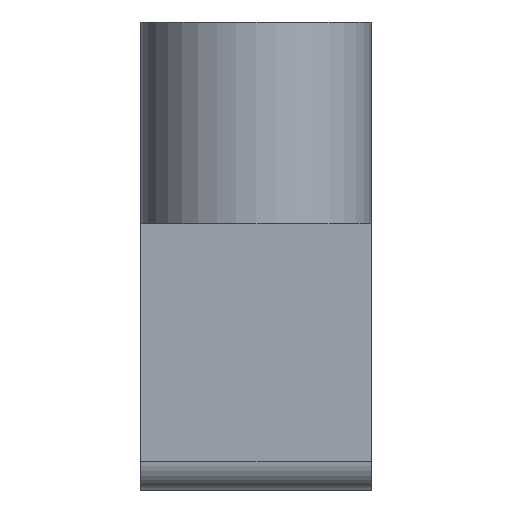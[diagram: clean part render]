
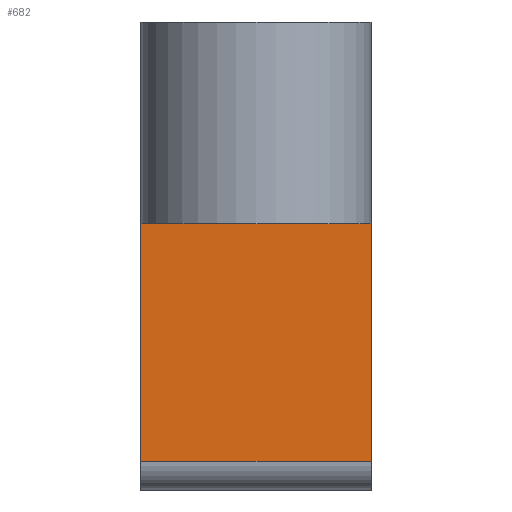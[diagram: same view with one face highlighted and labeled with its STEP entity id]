
A CAD part, left-side view. The second image highlights one B-rep face of the part: STEP entity #682.
In plain terms, the highlighted planar face has unit normal (-1, 0, 0).
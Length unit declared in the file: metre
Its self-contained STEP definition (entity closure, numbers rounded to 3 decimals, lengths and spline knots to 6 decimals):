
#57=LINE('',#1157,#118);
#76=LINE('',#1219,#137);
#81=LINE('',#1228,#142);
#82=LINE('',#1229,#143);
#118=VECTOR('',#845,1.);
#137=VECTOR('',#894,1.);
#142=VECTOR('',#903,1.);
#143=VECTOR('',#904,1.);
#253=ORIENTED_EDGE('',*,*,#416,.F.);
#254=ORIENTED_EDGE('',*,*,#421,.T.);
#255=ORIENTED_EDGE('',*,*,#383,.T.);
#256=ORIENTED_EDGE('',*,*,#422,.F.);
#383=EDGE_CURVE('',#474,#473,#57,.T.);
#416=EDGE_CURVE('',#501,#502,#76,.T.);
#421=EDGE_CURVE('',#501,#474,#81,.T.);
#422=EDGE_CURVE('',#502,#473,#82,.T.);
#473=VERTEX_POINT('',#1156);
#474=VERTEX_POINT('',#1158);
#501=VERTEX_POINT('',#1218);
#502=VERTEX_POINT('',#1220);
#558=EDGE_LOOP('',(#253,#254,#255,#256));
#609=FACE_BOUND('',#558,.T.);
#656=PLANE('',#752);
#682=ADVANCED_FACE('',(#609),#656,.F.);
#752=AXIS2_PLACEMENT_3D('',#1227,#901,#902);
#845=DIRECTION('',(0.,0.,1.));
#894=DIRECTION('',(0.,0.,1.));
#901=DIRECTION('',(1.,0.,0.));
#902=DIRECTION('',(0.,0.,-1.));
#903=DIRECTION('',(0.,-1.,0.));
#904=DIRECTION('',(0.,-1.,0.));
#1156=CARTESIAN_POINT('',(-0.01965,-0.008,0.01705));
#1157=CARTESIAN_POINT('',(-0.01965,-0.008,0.012425));
#1158=CARTESIAN_POINT('',(-0.01965,-0.008,0.0088));
#1218=CARTESIAN_POINT('',(-0.01965,0.,0.0088));
#1219=CARTESIAN_POINT('',(-0.01965,0.,0.012425));
#1220=CARTESIAN_POINT('',(-0.01965,0.,0.01705));
#1227=CARTESIAN_POINT('',(-0.01965,0.000002,0.012425));
#1228=CARTESIAN_POINT('',(-0.01965,0.000002,0.0088));
#1229=CARTESIAN_POINT('',(-0.01965,0.000002,0.01705));
